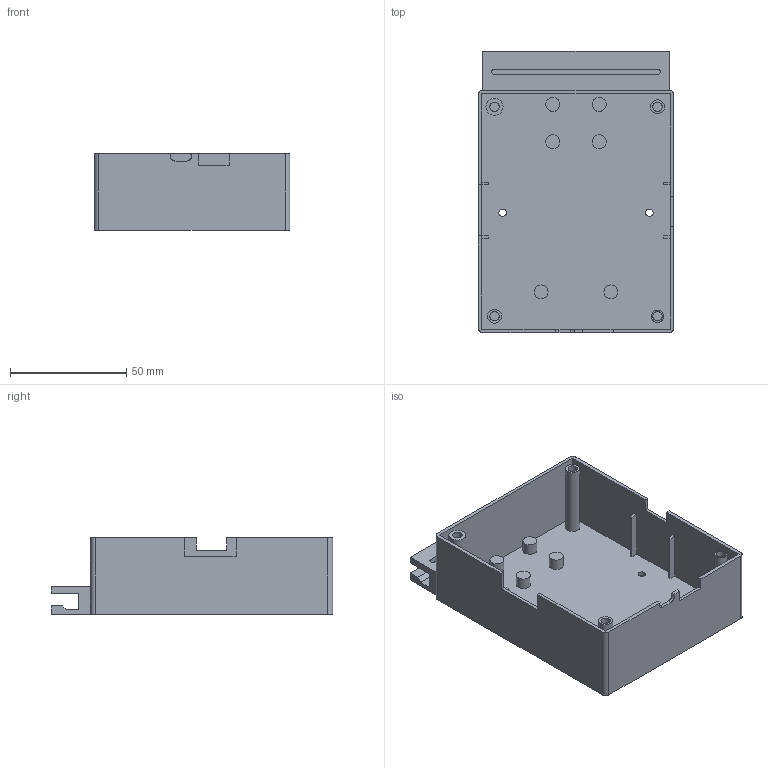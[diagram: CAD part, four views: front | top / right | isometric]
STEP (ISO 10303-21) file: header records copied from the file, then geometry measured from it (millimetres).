
FILE_DESCRIPTION (( 'STEP AP214' ), '1' );
FILE_NAME ('陬褲狟.STEP', '2025-05-26T04:26:22', ( '' ), ( '' ), 'SwSTEP 2.0', 'SolidWorks 2022', '' );
FILE_SCHEMA (( 'AUTOMOTIVE_DESIGN' ));
Length unit declared in the file: millimetre
Products named in the file (1): 陬褲狟
Bounding box: 84 x 120.8 x 33 mm (x, y, z)
Volume: 46718.7 mm3; surface area: 50967.4 mm2
Topology: 1 solids, 1 shells, 125 faces, 307 edges, 204 vertices
Faces by surface type: plane 72, cylinder 53
Entity records: 3757 total; most frequent: DIRECTION 665, CARTESIAN_POINT 637, ORIENTED_EDGE 614, EDGE_CURVE 307, AXIS2_PLACEMENT_3D 232, VERTEX_POINT 204, VECTOR 201, LINE 201
